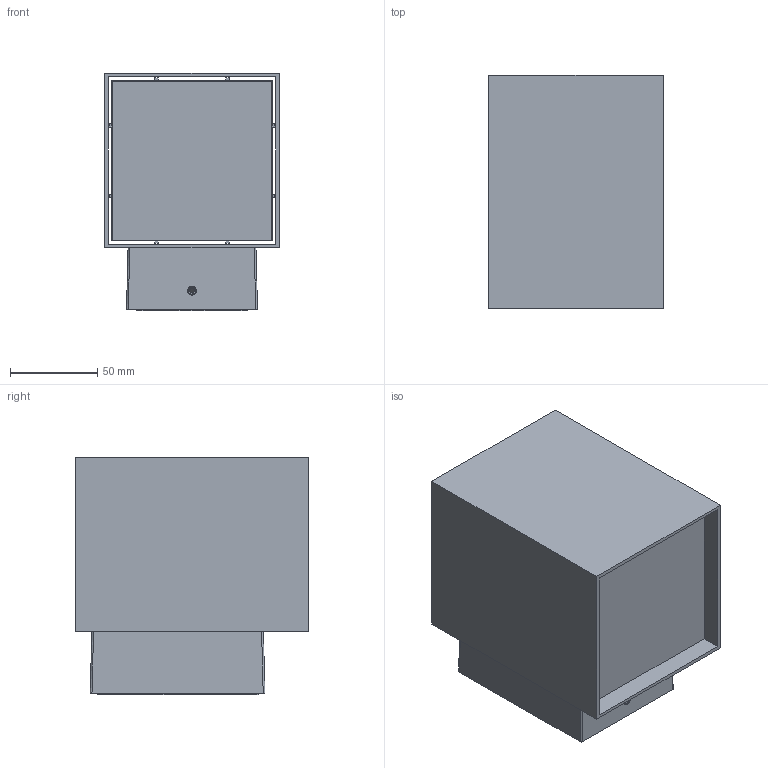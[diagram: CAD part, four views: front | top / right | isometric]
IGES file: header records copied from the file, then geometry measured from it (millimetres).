
Start section: SolidWorks IGES file using analytic representation for surfaces
Global section: file name: 05-E056.IGS; native system: SolidWorks 2020; preprocessor: SolidWorks 2020; author: mgil; date: 210729.160001; units: millimetre
Bounding box: 100 x 133.5 x 136 mm (x, y, z)
Surface area: 158705.7 mm2 (no closed solid volume)
Topology: 0 solids, 0 shells, 191 faces, 1986 edges, 1986 vertices
Faces by surface type: bspline 143, revolution 48
